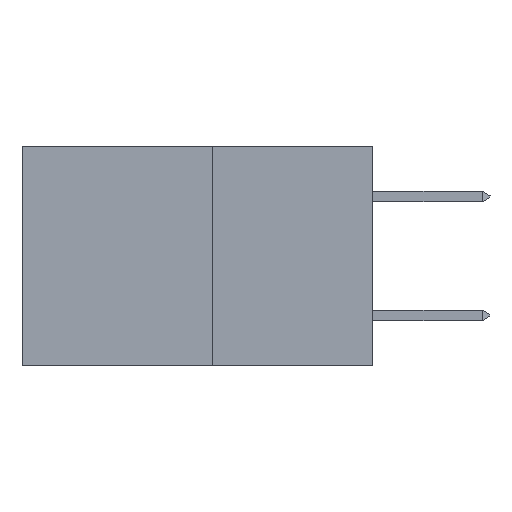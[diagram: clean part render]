
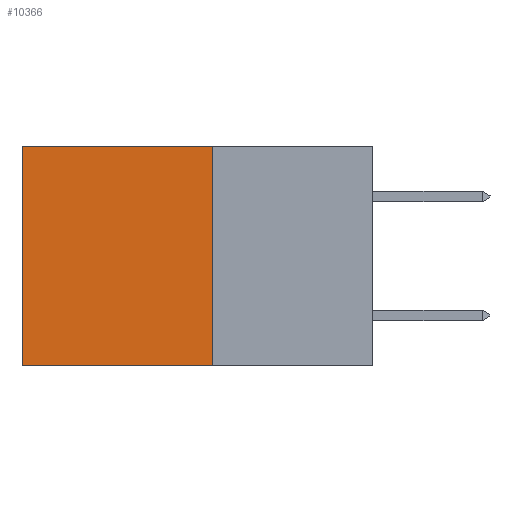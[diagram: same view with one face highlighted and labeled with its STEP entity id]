
A CAD part, left-side view. The second image highlights one B-rep face of the part: STEP entity #10366.
In plain terms, the highlighted planar face has unit normal (-1, 0, 0).
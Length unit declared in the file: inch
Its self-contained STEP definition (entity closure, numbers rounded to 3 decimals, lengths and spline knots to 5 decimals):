
#1650 = CARTESIAN_POINT ( 'NONE',  ( 0.277, 0.27, 0. ) ) ;
#1708 = EDGE_CURVE ( 'NONE', #21174, #15932, #5766, .T. ) ;
#2413 = DIRECTION ( 'NONE',  ( 0., 0., -1. ) ) ;
#2810 = ORIENTED_EDGE ( 'NONE', *, *, #24643, .F. ) ;
#4687 = CARTESIAN_POINT ( 'NONE',  ( 0.277, 0.27, 0. ) ) ;
#4890 = EDGE_CURVE ( 'NONE', #15932, #14420, #24596, .T. ) ;
#5766 = LINE ( 'NONE', #4687, #6411 ) ;
#6411 = VECTOR ( 'NONE', #25369, 39.37008 ) ;
#7489 = CARTESIAN_POINT ( 'NONE',  ( 0.277, 0.27, -0.37 ) ) ;
#7535 = LINE ( 'NONE', #16529, #18075 ) ;
#8131 = VECTOR ( 'NONE', #22655, 39.37008 ) ;
#8196 = ORIENTED_EDGE ( 'NONE', *, *, #1708, .T. ) ;
#9125 = CARTESIAN_POINT ( 'NONE',  ( 0.277, 0.59, -0.37 ) ) ;
#9512 = DIRECTION ( 'NONE',  ( 0., 0., -1. ) ) ;
#9972 = ORIENTED_EDGE ( 'NONE', *, *, #4890, .T. ) ;
#10366 = ADVANCED_FACE ( 'NONE', ( #24015 ), #19352, .F. ) ;
#11188 = EDGE_CURVE ( 'NONE', #12340, #14420, #21169, .T. ) ;
#12340 = VERTEX_POINT ( 'NONE', #23923 ) ;
#14420 = VERTEX_POINT ( 'NONE', #9125 ) ;
#15932 = VERTEX_POINT ( 'NONE', #21869 ) ;
#16090 = CARTESIAN_POINT ( 'NONE',  ( 0.277, 0.27, -0.37 ) ) ;
#16529 = CARTESIAN_POINT ( 'NONE',  ( 0.277, 0.27, -0.37 ) ) ;
#17313 = ORIENTED_EDGE ( 'NONE', *, *, #11188, .F. ) ;
#17462 = EDGE_LOOP ( 'NONE', ( #9972, #17313, #2810, #8196 ) ) ;
#18026 = DIRECTION ( 'NONE',  ( 0., 1., 0. ) ) ;
#18075 = VECTOR ( 'NONE', #2413, 39.37008 ) ;
#19352 = PLANE ( 'NONE',  #21424 ) ;
#20533 = VECTOR ( 'NONE', #18026, 39.37008 ) ;
#21169 = LINE ( 'NONE', #16090, #20533 ) ;
#21174 = VERTEX_POINT ( 'NONE', #1650 ) ;
#21358 = DIRECTION ( 'NONE',  ( 1., 0., 0. ) ) ;
#21424 = AXIS2_PLACEMENT_3D ( 'NONE', #7489, #21358, #9512 ) ;
#21869 = CARTESIAN_POINT ( 'NONE',  ( 0.277, 0.59, 0. ) ) ;
#22431 = CARTESIAN_POINT ( 'NONE',  ( 0.277, 0.59, -0.37 ) ) ;
#22655 = DIRECTION ( 'NONE',  ( 0., 0., -1. ) ) ;
#23923 = CARTESIAN_POINT ( 'NONE',  ( 0.277, 0.27, -0.37 ) ) ;
#24015 = FACE_OUTER_BOUND ( 'NONE', #17462, .T. ) ;
#24596 = LINE ( 'NONE', #22431, #8131 ) ;
#24643 = EDGE_CURVE ( 'NONE', #21174, #12340, #7535, .T. ) ;
#25369 = DIRECTION ( 'NONE',  ( 0., 1., 0. ) ) ;
